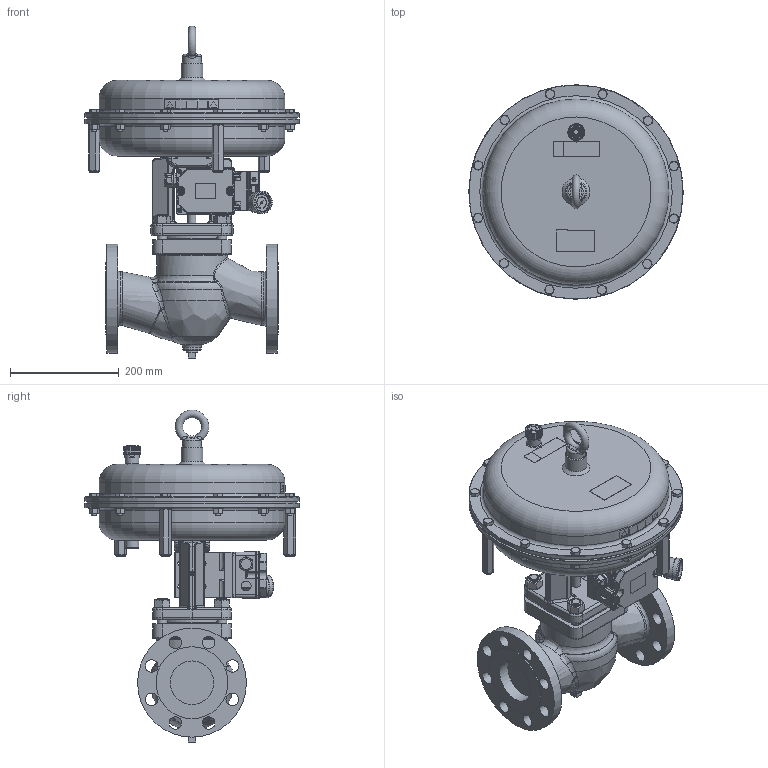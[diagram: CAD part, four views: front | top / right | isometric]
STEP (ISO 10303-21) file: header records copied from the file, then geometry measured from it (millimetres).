
FILE_DESCRIPTION(/* description */ (''),/* implementation_level */ '2;1');
FILE_NAME(/* name */ 'rct20-080-jis20-00.stp',/* time_stamp */ '2025-01-15T11:22:27+09:00',/* author */ ('nakaot'),/* organization */ (''),/* preprocessor_version */ 'ST-DEVELOPER v18.1',/* originating_system */ 'Autodesk Inventor 2022',/* authorisation */ '');
FILE_SCHEMA (('AUTOMOTIVE_DESIGN { 1 0 10303 214 3 1 1 }'));
Products named in the file (1): 80A-CT20_JIS20K_4004_Fix
Bounding box: 393.99 x 393.99 x 610 mm (x, y, z)
Volume: 19893039.4 mm3; surface area: 951593.1 mm2
Topology: 1 solids, 1 shells, 3418 faces, 8669 edges, 5414 vertices
Faces by surface type: plane 1259, cylinder 778, bspline 601, cone 556, torus 175, sphere 49
Full cylindrical faces by diameter (mm): 1 x1, 1.5 x4, 1.72 x2, 2 x2, 4 x2, 4.2 x1, 4.4 x2, 4.5 x4, 5 x1, 5.2 x1, 7.2 x2, 8 x5, 8.16 x30, 8.4 x1, 8.57 x1, 8.6 x4, 9.5 x2, 10 x12, 10.5 x18, 14 x2, 16 x8, 18 x8, 20 x1, 21 x12, 22.9 x1, 23 x17, 24 x1, 25 x2, 30 x5, 30.7 x1
Entity records: 138136 total; most frequent: CARTESIAN_POINT 57027, ORIENTED_EDGE 17284, DIRECTION 15152, EDGE_CURVE 8642, AXIS2_PLACEMENT_3D 5911, VERTEX_POINT 5414, EDGE_LOOP 3736, FACE_OUTER_BOUND 3418
